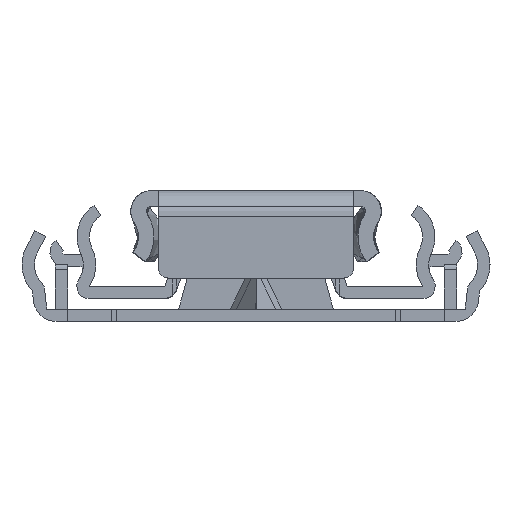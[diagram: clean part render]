
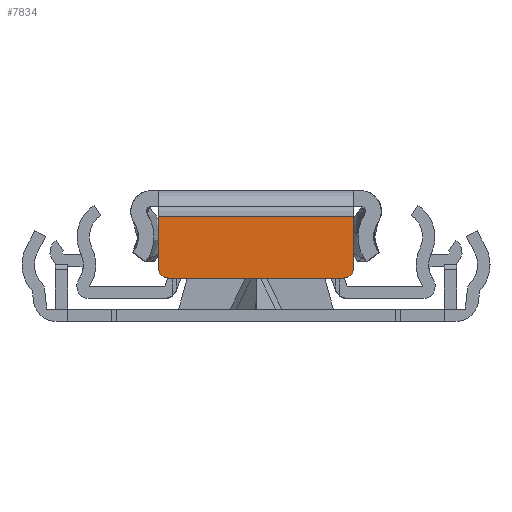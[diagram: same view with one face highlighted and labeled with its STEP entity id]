
A CAD part, left-side view. The second image highlights one B-rep face of the part: STEP entity #7834.
In plain terms, the highlighted planar face has unit normal (-1, 0, 0).
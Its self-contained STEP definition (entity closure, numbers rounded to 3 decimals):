
#470 = CARTESIAN_POINT ( 'NONE',  ( -253., -8.5, -6.75 ) ) ;
#1112 = CARTESIAN_POINT ( 'NONE',  ( -253., 9.5, -6.75 ) ) ;
#1604 = PLANE ( 'NONE',  #5514 ) ;
#1809 = DIRECTION ( 'NONE',  ( 0., 0., -1. ) ) ;
#2076 = CARTESIAN_POINT ( 'NONE',  ( -253., 8.5, -6.75 ) ) ;
#2087 = VECTOR ( 'NONE', #6935, 1000. ) ;
#2359 = LINE ( 'NONE', #8131, #5496 ) ;
#2403 = EDGE_CURVE ( 'NONE', #7243, #16418, #15822, .T. ) ;
#2959 = EDGE_LOOP ( 'NONE', ( #7397, #3591, #12326, #6264, #15205, #4773 ) ) ;
#3403 = DIRECTION ( 'NONE',  ( 0., 0., -1. ) ) ;
#3430 = VERTEX_POINT ( 'NONE', #13773 ) ;
#3591 = ORIENTED_EDGE ( 'NONE', *, *, #4391, .T. ) ;
#3859 = EDGE_CURVE ( 'NONE', #16418, #14562, #5638, .T. ) ;
#4391 = EDGE_CURVE ( 'NONE', #14562, #16698, #5622, .T. ) ;
#4478 = CARTESIAN_POINT ( 'NONE',  ( -253., -9.5, -6.75 ) ) ;
#4773 = ORIENTED_EDGE ( 'NONE', *, *, #2403, .T. ) ;
#5496 = VECTOR ( 'NONE', #13405, 1000. ) ;
#5514 = AXIS2_PLACEMENT_3D ( 'NONE', #13649, #5635, #14960 ) ;
#5594 = VERTEX_POINT ( 'NONE', #12195 ) ;
#5619 = CARTESIAN_POINT ( 'NONE',  ( -253., 9.5, -7.75 ) ) ;
#5622 = CIRCLE ( 'NONE', #5940, 1. ) ;
#5635 = DIRECTION ( 'NONE',  ( 1., 0., 0. ) ) ;
#5638 = LINE ( 'NONE', #5619, #2087 ) ;
#5940 = AXIS2_PLACEMENT_3D ( 'NONE', #470, #9797, #1809 ) ;
#6264 = ORIENTED_EDGE ( 'NONE', *, *, #7415, .T. ) ;
#6405 = VECTOR ( 'NONE', #8239, 1000. ) ;
#6935 = DIRECTION ( 'NONE',  ( 0., -1., 0. ) ) ;
#7243 = VERTEX_POINT ( 'NONE', #1112 ) ;
#7397 = ORIENTED_EDGE ( 'NONE', *, *, #3859, .T. ) ;
#7415 = EDGE_CURVE ( 'NONE', #5594, #3430, #9962, .T. ) ;
#7834 = ADVANCED_FACE ( 'NONE', ( #12044 ), #1604, .F. ) ;
#8131 = CARTESIAN_POINT ( 'NONE',  ( -253., -9.5, 0.75 ) ) ;
#8239 = DIRECTION ( 'NONE',  ( 0., 1., 0. ) ) ;
#9146 = AXIS2_PLACEMENT_3D ( 'NONE', #2076, #11411, #3403 ) ;
#9797 = DIRECTION ( 'NONE',  ( -1., 0., 0. ) ) ;
#9962 = LINE ( 'NONE', #16242, #6405 ) ;
#10908 = EDGE_CURVE ( 'NONE', #7243, #3430, #16563, .T. ) ;
#11373 = CARTESIAN_POINT ( 'NONE',  ( -253., -8.5, -7.75 ) ) ;
#11411 = DIRECTION ( 'NONE',  ( -1., 0., 0. ) ) ;
#12044 = FACE_OUTER_BOUND ( 'NONE', #2959, .T. ) ;
#12195 = CARTESIAN_POINT ( 'NONE',  ( -253., -9.5, -1.75 ) ) ;
#12289 = CARTESIAN_POINT ( 'NONE',  ( -253., 9.5, 0.75 ) ) ;
#12326 = ORIENTED_EDGE ( 'NONE', *, *, #15917, .T. ) ;
#12630 = VECTOR ( 'NONE', #16306, 1000. ) ;
#13405 = DIRECTION ( 'NONE',  ( 0., 0., 1. ) ) ;
#13649 = CARTESIAN_POINT ( 'NONE',  ( -253., 9.5, 0.75 ) ) ;
#13773 = CARTESIAN_POINT ( 'NONE',  ( -253., 9.5, -1.75 ) ) ;
#14562 = VERTEX_POINT ( 'NONE', #11373 ) ;
#14641 = CARTESIAN_POINT ( 'NONE',  ( -253., 8.5, -7.75 ) ) ;
#14960 = DIRECTION ( 'NONE',  ( 0., 0., -1. ) ) ;
#15205 = ORIENTED_EDGE ( 'NONE', *, *, #10908, .F. ) ;
#15822 = CIRCLE ( 'NONE', #9146, 1. ) ;
#15917 = EDGE_CURVE ( 'NONE', #16698, #5594, #2359, .T. ) ;
#16242 = CARTESIAN_POINT ( 'NONE',  ( -253., 9.5, -1.75 ) ) ;
#16306 = DIRECTION ( 'NONE',  ( 0., 0., 1. ) ) ;
#16418 = VERTEX_POINT ( 'NONE', #14641 ) ;
#16563 = LINE ( 'NONE', #12289, #12630 ) ;
#16698 = VERTEX_POINT ( 'NONE', #4478 ) ;
